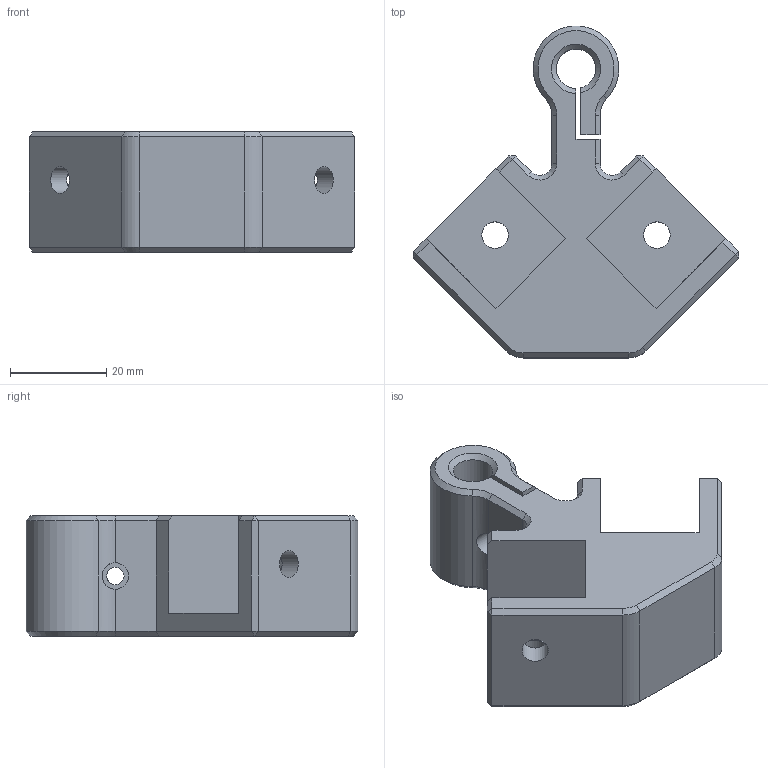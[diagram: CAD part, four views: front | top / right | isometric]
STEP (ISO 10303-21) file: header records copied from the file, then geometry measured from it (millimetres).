
FILE_DESCRIPTION(('FreeCAD Model'),'2;1');
FILE_NAME('Open CASCADE Shape Model','2025-06-05T22:40:32',('FreeCAD'),( 'FreeCAD'),'Open CASCADE STEP processor 7.7','FreeCAD','Unknown');
FILE_SCHEMA(('AUTOMOTIVE_DESIGN { 1 0 10303 214 1 1 1 1 }'));
Length unit declared in the file: millimetre
Products named in the file (1): Open CASCADE STEP translator 7.7 28
Bounding box: 67.51 x 68.87 x 25 mm (x, y, z)
Volume: 38277.7 mm3; surface area: 13315.1 mm2
Topology: 1 solids, 1 shells, 91 faces, 223 edges, 133 vertices
Faces by surface type: plane 59, cylinder 16, cone 16
Full cylindrical faces by diameter (mm): 3.6 x1, 5.5 x5
Entity records: 2804 total; most frequent: CARTESIAN_POINT 616, DIRECTION 453, ORIENTED_EDGE 446, EDGE_CURVE 223, LINE 167, VECTOR 167, AXIS2_PLACEMENT_3D 143, VERTEX_POINT 133
